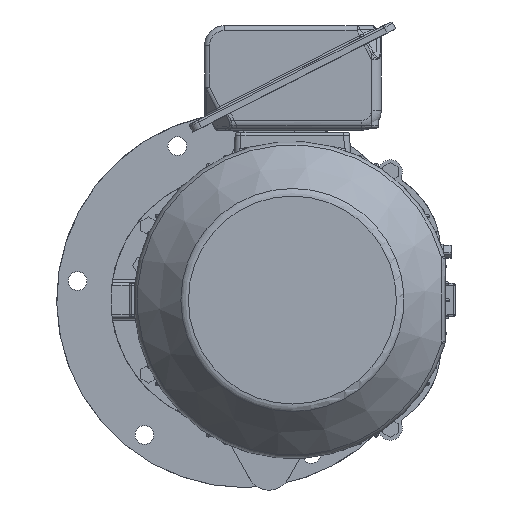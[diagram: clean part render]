
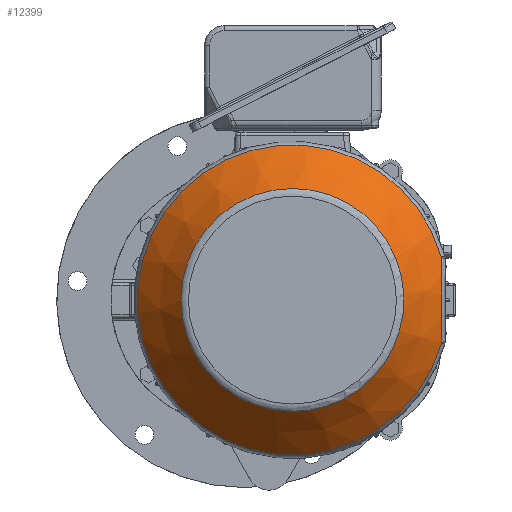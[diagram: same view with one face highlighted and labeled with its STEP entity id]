
A CAD part, left-side view. The second image highlights one B-rep face of the part: STEP entity #12399.
In plain terms, the highlighted conical face has half-angle 40 degrees and reference radius 160.7 mm.
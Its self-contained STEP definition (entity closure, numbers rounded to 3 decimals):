
#515 = CARTESIAN_POINT ( 'NONE',  ( -598.46, -48.74, 0. ) ) ;
#2190 = VERTEX_POINT ( 'NONE', #117075 ) ;
#12399 = ADVANCED_FACE ( 'NONE', ( #20001, #48193 ), #73999, .T. ) ;
#12629 = CARTESIAN_POINT ( 'NONE',  ( -600.639, -199.92, 36.456 ) ) ;
#13866 = CARTESIAN_POINT ( 'NONE',  ( -604.961, -200.211, 9.161 ) ) ;
#14173 = CIRCLE ( 'NONE', #52941, 157.191 ) ;
#14759 = EDGE_CURVE ( 'NONE', #40659, #62894, #97941, .T. ) ;
#20001 = FACE_BOUND ( 'NONE', #52703, .T. ) ;
#26000 = EDGE_LOOP ( 'NONE', ( #26389, #37613 ) ) ;
#26389 = ORIENTED_EDGE ( 'NONE', *, *, #55041, .T. ) ;
#28686 = CARTESIAN_POINT ( 'NONE',  ( -600.637, -199.92, -36.461 ) ) ;
#31748 = DIRECTION ( 'NONE',  ( -1., 0., 0. ) ) ;
#32435 = CARTESIAN_POINT ( 'NONE',  ( -604.077, -200.15, 18.367 ) ) ;
#33062 = CARTESIAN_POINT ( 'NONE',  ( -605.072, -200.218, 7.309 ) ) ;
#33485 = DIRECTION ( 'NONE',  ( 1., 0., 0. ) ) ;
#37613 = ORIENTED_EDGE ( 'NONE', *, *, #14759, .T. ) ;
#38274 = CARTESIAN_POINT ( 'NONE',  ( -605.255, -200.231, 1.753 ) ) ;
#40659 = VERTEX_POINT ( 'NONE', #97562 ) ;
#42684 = EDGE_CURVE ( 'NONE', #2190, #2190, #121793, .T. ) ;
#43905 = CARTESIAN_POINT ( 'NONE',  ( -598.46, -199.781, 43.537 ) ) ;
#48193 = FACE_OUTER_BOUND ( 'NONE', #26000, .T. ) ;
#49422 = DIRECTION ( 'NONE',  ( 1., 0., 0. ) ) ;
#49672 = DIRECTION ( 'NONE',  ( 0., 0., 1. ) ) ;
#52703 = EDGE_LOOP ( 'NONE', ( #114336 ) ) ;
#52941 = AXIS2_PLACEMENT_3D ( 'NONE', #515, #31748, #49672 ) ;
#55041 = EDGE_CURVE ( 'NONE', #62894, #40659, #14173, .T. ) ;
#59612 = CARTESIAN_POINT ( 'NONE',  ( -594.278, -48.74, 0. ) ) ;
#62894 = VERTEX_POINT ( 'NONE', #85247 ) ;
#66838 = AXIS2_PLACEMENT_3D ( 'NONE', #120869, #33485, #111329 ) ;
#67638 = CARTESIAN_POINT ( 'NONE',  ( -605.248, -200.23, -7.517 ) ) ;
#72025 = CARTESIAN_POINT ( 'NONE',  ( -602.344, -200.033, 29.284 ) ) ;
#73999 = CONICAL_SURFACE ( 'NONE', #112641, 160.7, 0.698 ) ;
#76935 = DIRECTION ( 'NONE',  ( 0., 0., -1. ) ) ;
#85247 = CARTESIAN_POINT ( 'NONE',  ( -598.46, -199.781, 43.537 ) ) ;
#86785 = CARTESIAN_POINT ( 'NONE',  ( -604.641, -200.188, -14.839 ) ) ;
#96351 = CARTESIAN_POINT ( 'NONE',  ( -602.336, -200.033, -29.311 ) ) ;
#97562 = CARTESIAN_POINT ( 'NONE',  ( -598.46, -199.781, -43.537 ) ) ;
#97941 = B_SPLINE_CURVE_WITH_KNOTS ( 'NONE', 3,
 ( #98818, #28686, #96351, #86785, #67638, #38274, #106542, #33062, #13866, #109645, #32435, #72025, #12629, #43905 ),
 .UNSPECIFIED., .F., .F.,
 ( 4, 2, 2, 2, 2, 2, 4 ),
 ( 0., 0.022, 0.044, 0.049, 0.055, 0.066, 0.088 ),
 .UNSPECIFIED. ) ;
#98818 = CARTESIAN_POINT ( 'NONE',  ( -598.46, -199.781, -43.537 ) ) ;
#106542 = CARTESIAN_POINT ( 'NONE',  ( -605.219, -200.228, 3.606 ) ) ;
#109645 = CARTESIAN_POINT ( 'NONE',  ( -604.518, -200.18, 14.701 ) ) ;
#111329 = DIRECTION ( 'NONE',  ( 0., 0., 1. ) ) ;
#112641 = AXIS2_PLACEMENT_3D ( 'NONE', #59612, #49422, #76935 ) ;
#114336 = ORIENTED_EDGE ( 'NONE', *, *, #42684, .T. ) ;
#117075 = CARTESIAN_POINT ( 'NONE',  ( -651.128, -48.74, 112.997 ) ) ;
#120869 = CARTESIAN_POINT ( 'NONE',  ( -651.128, -48.74, 0. ) ) ;
#121793 = CIRCLE ( 'NONE', #66838, 112.997 ) ;
